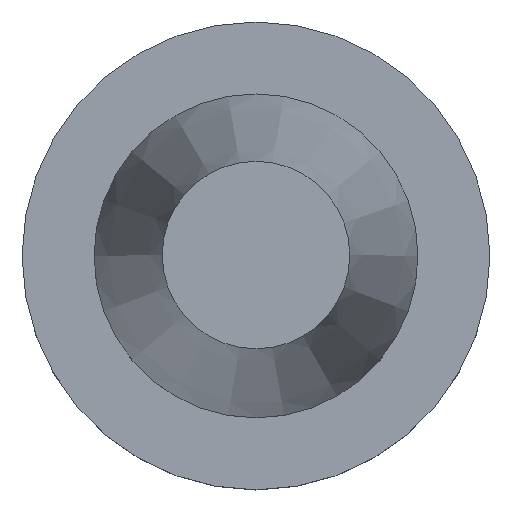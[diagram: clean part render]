
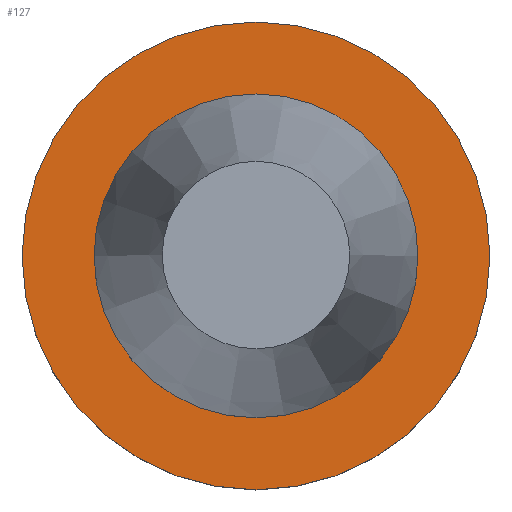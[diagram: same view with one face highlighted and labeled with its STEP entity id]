
A CAD part, top view. The second image highlights one B-rep face of the part: STEP entity #127.
In plain terms, the highlighted planar face has unit normal (0, 0, 1).
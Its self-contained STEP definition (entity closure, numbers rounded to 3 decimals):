
#11 = EDGE_CURVE ( 'NONE', #383, #383, #277, .T. ) ;
#14 = EDGE_LOOP ( 'NONE', ( #196 ) ) ;
#16 = DIRECTION ( 'NONE',  ( 0., 0., 1. ) ) ;
#27 = VERTEX_POINT ( 'NONE', #148 ) ;
#57 = CIRCLE ( 'NONE', #276, 41.275 ) ;
#83 = AXIS2_PLACEMENT_3D ( 'NONE', #356, #329, #132 ) ;
#86 = DIRECTION ( 'NONE',  ( 1., 0., 0. ) ) ;
#113 = DIRECTION ( 'NONE',  ( 0., 0., 1. ) ) ;
#118 = PLANE ( 'NONE',  #83 ) ;
#127 = ADVANCED_FACE ( 'NONE', ( #391, #387 ), #118, .F. ) ;
#132 = DIRECTION ( 'NONE',  ( -1., 0., 0. ) ) ;
#139 = DIRECTION ( 'NONE',  ( 1., 0., 0. ) ) ;
#142 = AXIS2_PLACEMENT_3D ( 'NONE', #252, #16, #139 ) ;
#148 = CARTESIAN_POINT ( 'NONE',  ( 41.275, 0., -3.175 ) ) ;
#190 = EDGE_LOOP ( 'NONE', ( #382 ) ) ;
#196 = ORIENTED_EDGE ( 'NONE', *, *, #308, .T. ) ;
#252 = CARTESIAN_POINT ( 'NONE',  ( 0., 0., -3.175 ) ) ;
#276 = AXIS2_PLACEMENT_3D ( 'NONE', #347, #113, #86 ) ;
#277 = CIRCLE ( 'NONE', #142, 28.575 ) ;
#298 = CARTESIAN_POINT ( 'NONE',  ( 28.575, 0., -3.175 ) ) ;
#308 = EDGE_CURVE ( 'NONE', #27, #27, #57, .T. ) ;
#329 = DIRECTION ( 'NONE',  ( 0., 0., -1. ) ) ;
#347 = CARTESIAN_POINT ( 'NONE',  ( 0., 0., -3.175 ) ) ;
#356 = CARTESIAN_POINT ( 'NONE',  ( 0., 41.275, -3.175 ) ) ;
#382 = ORIENTED_EDGE ( 'NONE', *, *, #11, .F. ) ;
#383 = VERTEX_POINT ( 'NONE', #298 ) ;
#387 = FACE_OUTER_BOUND ( 'NONE', #14, .T. ) ;
#391 = FACE_BOUND ( 'NONE', #190, .T. ) ;
